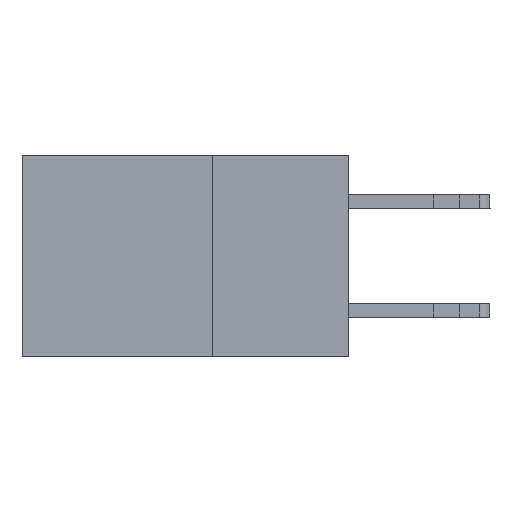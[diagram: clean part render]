
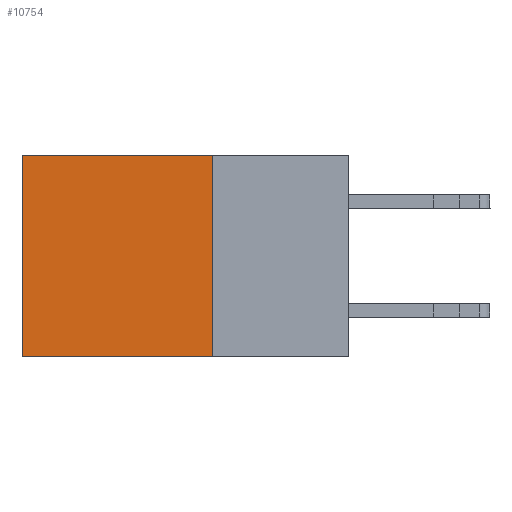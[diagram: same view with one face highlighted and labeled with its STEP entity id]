
A CAD part, left-side view. The second image highlights one B-rep face of the part: STEP entity #10754.
In plain terms, the highlighted planar face has unit normal (-1, 0, 0).
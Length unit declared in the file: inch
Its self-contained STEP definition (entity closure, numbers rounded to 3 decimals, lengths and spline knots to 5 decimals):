
#2339 = EDGE_LOOP ( 'NONE', ( #10607, #16964, #8937, #13344 ) ) ;
#2833 = AXIS2_PLACEMENT_3D ( 'NONE', #4545, #13520, #10817 ) ;
#2962 = CARTESIAN_POINT ( 'NONE',  ( 0.2615, 0.25, 0. ) ) ;
#3340 = EDGE_CURVE ( 'NONE', #5752, #3614, #5438, .T. ) ;
#3381 = LINE ( 'NONE', #12704, #11791 ) ;
#3537 = VECTOR ( 'NONE', #10661, 39.37008 ) ;
#3614 = VERTEX_POINT ( 'NONE', #11283 ) ;
#4545 = CARTESIAN_POINT ( 'NONE',  ( 0.2615, 0.25, -0.37 ) ) ;
#5033 = EDGE_CURVE ( 'NONE', #12931, #11329, #9344, .T. ) ;
#5249 = CARTESIAN_POINT ( 'NONE',  ( 0.2615, 0.25, -0.37 ) ) ;
#5438 = LINE ( 'NONE', #13106, #6322 ) ;
#5752 = VERTEX_POINT ( 'NONE', #2962 ) ;
#6322 = VECTOR ( 'NONE', #13369, 39.37008 ) ;
#8603 = DIRECTION ( 'NONE',  ( 0., 0., -1. ) ) ;
#8937 = ORIENTED_EDGE ( 'NONE', *, *, #12910, .F. ) ;
#9160 = FACE_OUTER_BOUND ( 'NONE', #2339, .T. ) ;
#9344 = LINE ( 'NONE', #5249, #3537 ) ;
#9497 = VECTOR ( 'NONE', #15036, 39.37008 ) ;
#9503 = PLANE ( 'NONE',  #2833 ) ;
#9741 = LINE ( 'NONE', #11312, #9497 ) ;
#10607 = ORIENTED_EDGE ( 'NONE', *, *, #16606, .T. ) ;
#10661 = DIRECTION ( 'NONE',  ( 0., 1., 0. ) ) ;
#10754 = ADVANCED_FACE ( 'NONE', ( #9160 ), #9503, .F. ) ;
#10817 = DIRECTION ( 'NONE',  ( 0., 0., -1. ) ) ;
#11283 = CARTESIAN_POINT ( 'NONE',  ( 0.2615, 0.6, 0. ) ) ;
#11312 = CARTESIAN_POINT ( 'NONE',  ( 0.2615, 0.6, -0.37 ) ) ;
#11329 = VERTEX_POINT ( 'NONE', #16014 ) ;
#11791 = VECTOR ( 'NONE', #8603, 39.37008 ) ;
#12704 = CARTESIAN_POINT ( 'NONE',  ( 0.2615, 0.25, -0.37 ) ) ;
#12910 = EDGE_CURVE ( 'NONE', #5752, #12931, #3381, .T. ) ;
#12931 = VERTEX_POINT ( 'NONE', #15398 ) ;
#13106 = CARTESIAN_POINT ( 'NONE',  ( 0.2615, 0.25, 0. ) ) ;
#13344 = ORIENTED_EDGE ( 'NONE', *, *, #3340, .T. ) ;
#13369 = DIRECTION ( 'NONE',  ( 0., 1., 0. ) ) ;
#13520 = DIRECTION ( 'NONE',  ( 1., 0., 0. ) ) ;
#15036 = DIRECTION ( 'NONE',  ( 0., 0., -1. ) ) ;
#15398 = CARTESIAN_POINT ( 'NONE',  ( 0.2615, 0.25, -0.37 ) ) ;
#16014 = CARTESIAN_POINT ( 'NONE',  ( 0.2615, 0.6, -0.37 ) ) ;
#16606 = EDGE_CURVE ( 'NONE', #3614, #11329, #9741, .T. ) ;
#16964 = ORIENTED_EDGE ( 'NONE', *, *, #5033, .F. ) ;
